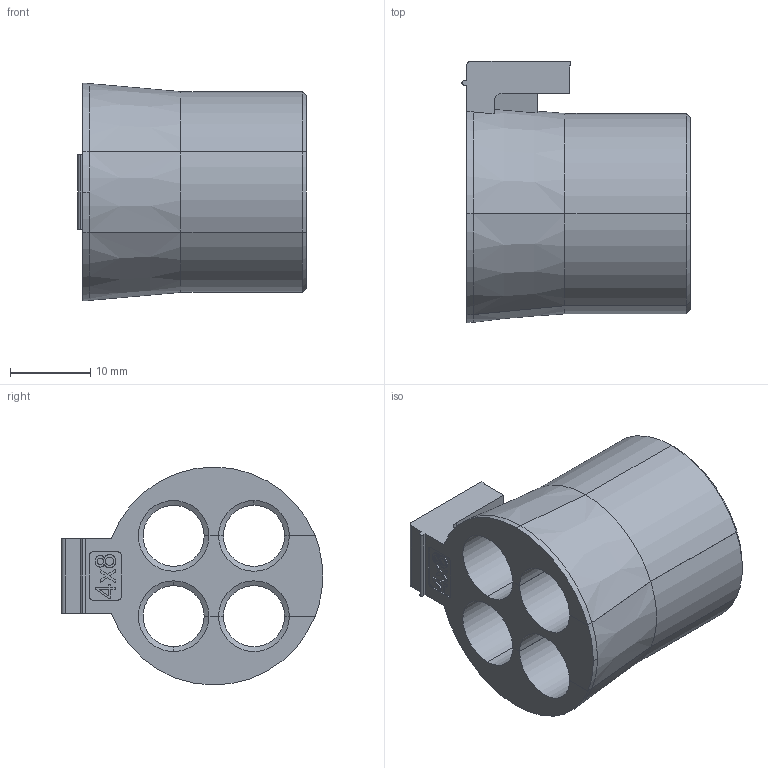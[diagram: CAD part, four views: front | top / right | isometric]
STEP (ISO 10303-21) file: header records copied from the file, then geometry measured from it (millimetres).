
FILE_DESCRIPTION (( 'STEP AP203' ), '1' );
FILE_NAME ('568421.step', '2019-11-21T17:30:27', ( '' ), ( '' ), 'SwSTEP 2.0', 'SolidWorks 2019', '' );
FILE_SCHEMA (( 'CONFIG_CONTROL_DESIGN' ));
Length unit declared in the file: inch
Products named in the file (1): 568421
Bounding box: 28.4 x 32.57 x 27.14 mm (x, y, z)
Volume: 8039.9 mm3; surface area: 6701 mm2
Topology: 1 solids, 1 shells, 165 faces, 449 edges, 293 vertices
Faces by surface type: plane 63, cylinder 50, cone 34, bspline 18
Entity records: 5407 total; most frequent: CARTESIAN_POINT 1227, ORIENTED_EDGE 898, DIRECTION 802, EDGE_CURVE 449, VERTEX_POINT 293, AXIS2_PLACEMENT_3D 268, VECTOR 266, LINE 266
